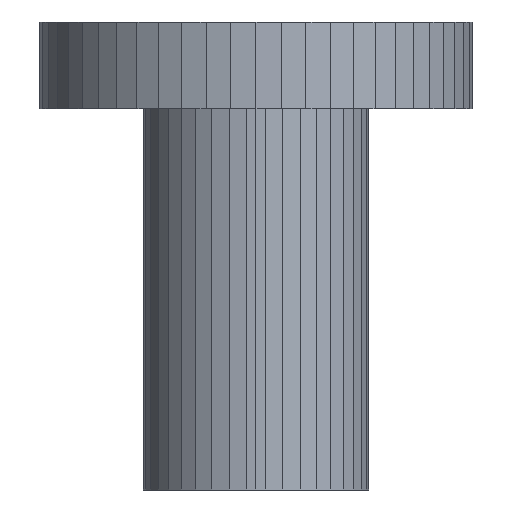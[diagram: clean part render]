
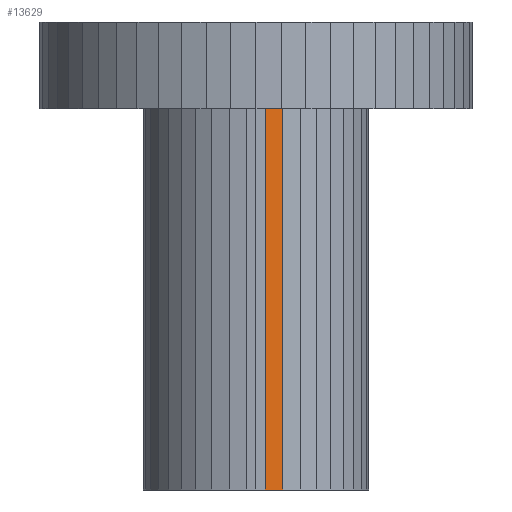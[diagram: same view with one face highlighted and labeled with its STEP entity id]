
A CAD part, left-side view. The second image highlights one B-rep face of the part: STEP entity #13629.
In plain terms, the highlighted planar face has unit normal (-0.987, -0.16, 0).
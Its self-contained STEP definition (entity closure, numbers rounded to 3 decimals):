
#4695 = PLANE('',#4696);
#4696 = AXIS2_PLACEMENT_3D('',#4697,#4698,#4699);
#4697 = CARTESIAN_POINT('',(12.5,12.5,22.));
#4698 = DIRECTION('',(0.,0.,-1.));
#4699 = DIRECTION('',(0.,-1.,0.));
#6682 = VERTEX_POINT('',#6683);
#6683 = CARTESIAN_POINT('',(6.021,11.977,22.));
#6697 = PLANE('',#6698);
#6698 = AXIS2_PLACEMENT_3D('',#6699,#6700,#6701);
#6699 = CARTESIAN_POINT('',(6.011,12.238,11.));
#6700 = DIRECTION('',(-0.999,-0.04,-0.));
#6701 = DIRECTION('',(0.04,-0.999,0.));
#6709 = EDGE_CURVE('',#6682,#6710,#6712,.T.);
#6710 = VERTEX_POINT('',#6711);
#6711 = CARTESIAN_POINT('',(6.189,10.944,22.));
#6712 = SURFACE_CURVE('',#6713,(#6717,#6724),.PCURVE_S1.);
#6713 = LINE('',#6714,#6715);
#6714 = CARTESIAN_POINT('',(6.021,11.977,22.));
#6715 = VECTOR('',#6716,1.);
#6716 = DIRECTION('',(0.16,-0.987,0.));
#6717 = PCURVE('',#4695,#6718);
#6718 = DEFINITIONAL_REPRESENTATION('',(#6719),#6723);
#6719 = LINE('',#6720,#6721);
#6720 = CARTESIAN_POINT('',(0.523,6.479));
#6721 = VECTOR('',#6722,1.);
#6722 = DIRECTION('',(0.987,-0.16));
#6723 = ( GEOMETRIC_REPRESENTATION_CONTEXT(2) 
PARAMETRIC_REPRESENTATION_CONTEXT() REPRESENTATION_CONTEXT('2D SPACE',''
  ) );
#6724 = PCURVE('',#6725,#6730);
#6725 = PLANE('',#6726);
#6726 = AXIS2_PLACEMENT_3D('',#6727,#6728,#6729);
#6727 = CARTESIAN_POINT('',(6.105,11.461,11.));
#6728 = DIRECTION('',(-0.987,-0.16,0.
    ));
#6729 = DIRECTION('',(0.16,-0.987,0.
    ));
#6730 = DEFINITIONAL_REPRESENTATION('',(#6731),#6735);
#6731 = LINE('',#6732,#6733);
#6732 = CARTESIAN_POINT('',(-0.523,11.));
#6733 = VECTOR('',#6734,1.);
#6734 = DIRECTION('',(1.,0.));
#6735 = ( GEOMETRIC_REPRESENTATION_CONTEXT(2) 
PARAMETRIC_REPRESENTATION_CONTEXT() REPRESENTATION_CONTEXT('2D SPACE',''
  ) );
#6753 = PLANE('',#6754);
#6754 = AXIS2_PLACEMENT_3D('',#6755,#6756,#6757);
#6755 = CARTESIAN_POINT('',(6.355,10.448,11.));
#6756 = DIRECTION('',(-0.949,-0.317,0.
    ));
#6757 = DIRECTION('',(0.317,-0.949,0.)
  );
#11069 = VERTEX_POINT('',#11070);
#11070 = CARTESIAN_POINT('',(6.021,11.977,0.));
#11084 = PLANE('',#11085);
#11085 = AXIS2_PLACEMENT_3D('',#11086,#11087,#11088);
#11086 = CARTESIAN_POINT('',(12.5,12.5,0.));
#11087 = DIRECTION('',(-0.,-0.,-1.));
#11088 = DIRECTION('',(-1.,0.,0.));
#11096 = EDGE_CURVE('',#11069,#6682,#11097,.T.);
#11097 = SURFACE_CURVE('',#11098,(#11102,#11109),.PCURVE_S1.);
#11098 = LINE('',#11099,#11100);
#11099 = CARTESIAN_POINT('',(6.021,11.977,0.));
#11100 = VECTOR('',#11101,1.);
#11101 = DIRECTION('',(0.,0.,1.));
#11102 = PCURVE('',#6697,#11103);
#11103 = DEFINITIONAL_REPRESENTATION('',(#11104),#11108);
#11104 = LINE('',#11105,#11106);
#11105 = CARTESIAN_POINT('',(0.262,-11.));
#11106 = VECTOR('',#11107,1.);
#11107 = DIRECTION('',(0.,1.));
#11108 = ( GEOMETRIC_REPRESENTATION_CONTEXT(2) 
PARAMETRIC_REPRESENTATION_CONTEXT() REPRESENTATION_CONTEXT('2D SPACE',''
  ) );
#11109 = PCURVE('',#6725,#11110);
#11110 = DEFINITIONAL_REPRESENTATION('',(#11111),#11115);
#11111 = LINE('',#11112,#11113);
#11112 = CARTESIAN_POINT('',(-0.523,-11.));
#11113 = VECTOR('',#11114,1.);
#11114 = DIRECTION('',(0.,1.));
#11115 = ( GEOMETRIC_REPRESENTATION_CONTEXT(2) 
PARAMETRIC_REPRESENTATION_CONTEXT() REPRESENTATION_CONTEXT('2D SPACE',''
  ) );
#11583 = VERTEX_POINT('',#11584);
#11584 = CARTESIAN_POINT('',(6.189,10.944,0.));
#11605 = EDGE_CURVE('',#11069,#11583,#11606,.T.);
#11606 = SURFACE_CURVE('',#11607,(#11611,#11618),.PCURVE_S1.);
#11607 = LINE('',#11608,#11609);
#11608 = CARTESIAN_POINT('',(6.021,11.977,0.));
#11609 = VECTOR('',#11610,1.);
#11610 = DIRECTION('',(0.16,-0.987,0.));
#11611 = PCURVE('',#11084,#11612);
#11612 = DEFINITIONAL_REPRESENTATION('',(#11613),#11617);
#11613 = LINE('',#11614,#11615);
#11614 = CARTESIAN_POINT('',(6.479,-0.523));
#11615 = VECTOR('',#11616,1.);
#11616 = DIRECTION('',(-0.16,-0.987));
#11617 = ( GEOMETRIC_REPRESENTATION_CONTEXT(2) 
PARAMETRIC_REPRESENTATION_CONTEXT() REPRESENTATION_CONTEXT('2D SPACE',''
  ) );
#11618 = PCURVE('',#6725,#11619);
#11619 = DEFINITIONAL_REPRESENTATION('',(#11620),#11624);
#11620 = LINE('',#11621,#11622);
#11621 = CARTESIAN_POINT('',(-0.523,-11.));
#11622 = VECTOR('',#11623,1.);
#11623 = DIRECTION('',(1.,0.));
#11624 = ( GEOMETRIC_REPRESENTATION_CONTEXT(2) 
PARAMETRIC_REPRESENTATION_CONTEXT() REPRESENTATION_CONTEXT('2D SPACE',''
  ) );
#13629 = ADVANCED_FACE('',(#13630),#6725,.T.);
#13630 = FACE_BOUND('',#13631,.T.);
#13631 = EDGE_LOOP('',(#13632,#13633,#13634,#13655));
#13632 = ORIENTED_EDGE('',*,*,#11096,.F.);
#13633 = ORIENTED_EDGE('',*,*,#11605,.T.);
#13634 = ORIENTED_EDGE('',*,*,#13635,.T.);
#13635 = EDGE_CURVE('',#11583,#6710,#13636,.T.);
#13636 = SURFACE_CURVE('',#13637,(#13641,#13648),.PCURVE_S1.);
#13637 = LINE('',#13638,#13639);
#13638 = CARTESIAN_POINT('',(6.189,10.944,0.));
#13639 = VECTOR('',#13640,1.);
#13640 = DIRECTION('',(0.,0.,1.));
#13641 = PCURVE('',#6725,#13642);
#13642 = DEFINITIONAL_REPRESENTATION('',(#13643),#13647);
#13643 = LINE('',#13644,#13645);
#13644 = CARTESIAN_POINT('',(0.523,-11.));
#13645 = VECTOR('',#13646,1.);
#13646 = DIRECTION('',(0.,1.));
#13647 = ( GEOMETRIC_REPRESENTATION_CONTEXT(2) 
PARAMETRIC_REPRESENTATION_CONTEXT() REPRESENTATION_CONTEXT('2D SPACE',''
  ) );
#13648 = PCURVE('',#6753,#13649);
#13649 = DEFINITIONAL_REPRESENTATION('',(#13650),#13654);
#13650 = LINE('',#13651,#13652);
#13651 = CARTESIAN_POINT('',(-0.523,-11.));
#13652 = VECTOR('',#13653,1.);
#13653 = DIRECTION('',(0.,1.));
#13654 = ( GEOMETRIC_REPRESENTATION_CONTEXT(2) 
PARAMETRIC_REPRESENTATION_CONTEXT() REPRESENTATION_CONTEXT('2D SPACE',''
  ) );
#13655 = ORIENTED_EDGE('',*,*,#6709,.F.);
